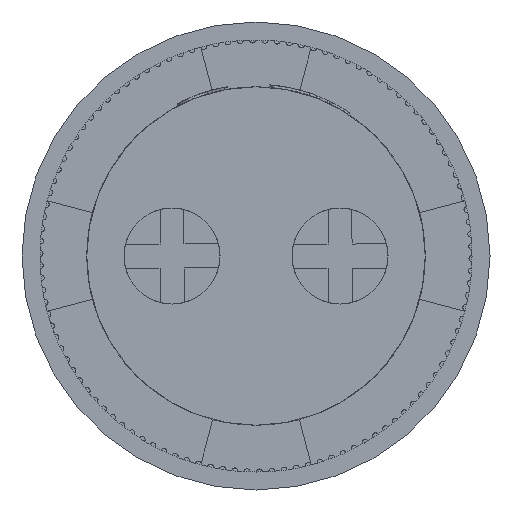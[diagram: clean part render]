
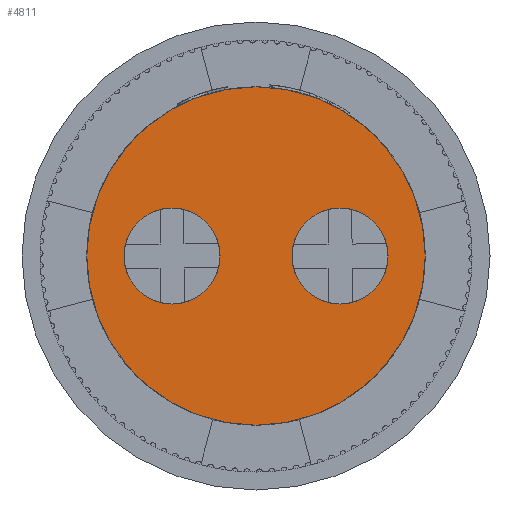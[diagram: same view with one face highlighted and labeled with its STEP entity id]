
A CAD part, front view. The second image highlights one B-rep face of the part: STEP entity #4811.
In plain terms, the highlighted planar face has unit normal (0, -1, 0).
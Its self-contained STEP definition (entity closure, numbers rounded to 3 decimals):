
#4811=ADVANCED_FACE('NONE',(#7124,#7125,#7126),#7127,.F.);
#7124=FACE_OUTER_BOUND('',#8920,.T.);
#7125=FACE_BOUND('',#8921,.T.);
#7126=FACE_BOUND('',#8922,.T.);
#7127=PLANE('',#8923);
#8920=EDGE_LOOP('',(#12517,#12518));
#8921=EDGE_LOOP('',(#12519,#12520));
#8922=EDGE_LOOP('',(#12521,#12522));
#8923=AXIS2_PLACEMENT_3D('',#12523,#12524,#12525);
#12517=ORIENTED_EDGE('',*,*,#19581,.F.);
#12518=ORIENTED_EDGE('',*,*,#19516,.F.);
#12519=ORIENTED_EDGE('',*,*,#19706,.F.);
#12520=ORIENTED_EDGE('',*,*,#19504,.F.);
#12521=ORIENTED_EDGE('',*,*,#19724,.F.);
#12522=ORIENTED_EDGE('',*,*,#19492,.F.);
#12523=CARTESIAN_POINT('',(0.0,0.0,0.0));
#12524=DIRECTION('',(-0.0,1.0,0.0));
#12525=DIRECTION('',(1.0,0.0,0.0));
#19492=EDGE_CURVE('NONE',#22068,#22070,#22071,.T.);
#19504=EDGE_CURVE('NONE',#22092,#22094,#22095,.T.);
#19516=EDGE_CURVE('NONE',#22116,#22118,#22119,.T.);
#19581=EDGE_CURVE('NONE',#22118,#22116,#22228,.T.);
#19706=EDGE_CURVE('NONE',#22094,#22092,#22413,.T.);
#19724=EDGE_CURVE('NONE',#22070,#22068,#22443,.T.);
#22068=VERTEX_POINT('NONE',#24684);
#22070=VERTEX_POINT('NONE',#24687);
#22071=CIRCLE('',#24688,2.0);
#22092=VERTEX_POINT('NONE',#24714);
#22094=VERTEX_POINT('NONE',#24717);
#22095=CIRCLE('',#24718,2.0);
#22116=VERTEX_POINT('NONE',#24744);
#22118=VERTEX_POINT('NONE',#24747);
#22119=CIRCLE('',#24748,7.05);
#22228=CIRCLE('',#25094,7.05);
#22413=CIRCLE('',#25303,2.0);
#22443=CIRCLE('',#25345,2.0);
#24684=CARTESIAN_POINT('',(-3.5,0.0,2.0));
#24687=CARTESIAN_POINT('',(-3.5,0.0,-2.0));
#24688=AXIS2_PLACEMENT_3D('',#27243,#27244,#27245);
#24714=CARTESIAN_POINT('',(3.5,0.0,2.0));
#24717=CARTESIAN_POINT('',(3.5,0.0,-2.0));
#24718=AXIS2_PLACEMENT_3D('',#27267,#27268,#27269);
#24744=CARTESIAN_POINT('',(0.,0.0,7.05));
#24747=CARTESIAN_POINT('',(0.0,0.0,-7.05));
#24748=AXIS2_PLACEMENT_3D('',#27291,#27292,#27293);
#25094=AXIS2_PLACEMENT_3D('',#27378,#27379,#27380);
#25303=AXIS2_PLACEMENT_3D('',#27705,#27706,#27707);
#25345=AXIS2_PLACEMENT_3D('',#27735,#27736,#27737);
#27243=CARTESIAN_POINT('',(-3.5,0.0,0.));
#27244=DIRECTION('',(0.0,-1.0,0.0));
#27245=DIRECTION('',(0.0,0.0,-1.0));
#27267=CARTESIAN_POINT('',(3.5,0.0,0.));
#27268=DIRECTION('',(0.0,-1.0,0.0));
#27269=DIRECTION('',(0.0,0.0,-1.0));
#27291=CARTESIAN_POINT('',(0.0,0.0,0.0));
#27292=DIRECTION('',(0.0,1.0,0.0));
#27293=DIRECTION('',(0.0,0.0,1.0));
#27378=CARTESIAN_POINT('',(0.0,0.0,0.0));
#27379=DIRECTION('',(0.0,1.0,0.0));
#27380=DIRECTION('',(0.0,0.0,1.0));
#27705=CARTESIAN_POINT('',(3.5,0.0,0.));
#27706=DIRECTION('',(0.0,-1.0,0.0));
#27707=DIRECTION('',(0.0,0.0,-1.0));
#27735=CARTESIAN_POINT('',(-3.5,0.0,0.));
#27736=DIRECTION('',(0.0,-1.0,0.0));
#27737=DIRECTION('',(0.0,0.0,-1.0));
